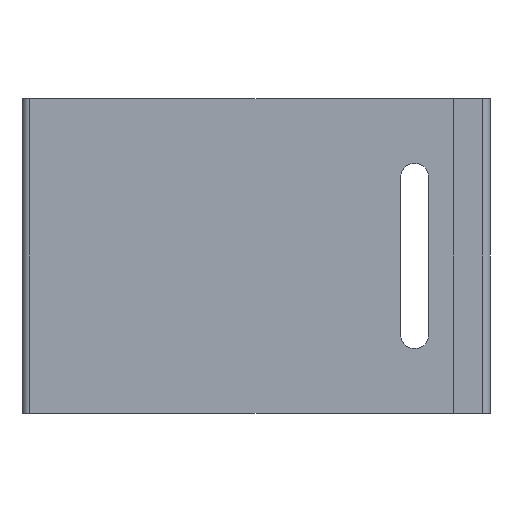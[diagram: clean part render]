
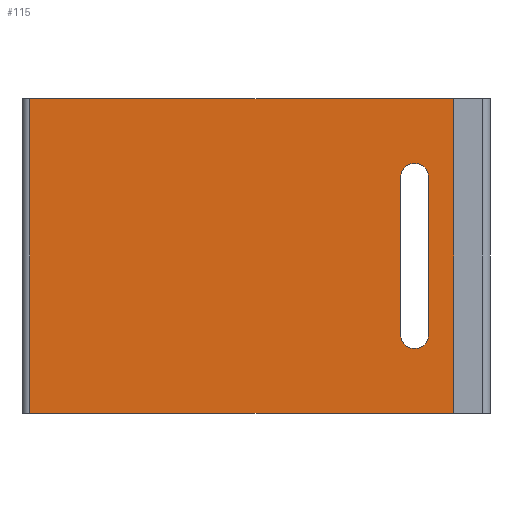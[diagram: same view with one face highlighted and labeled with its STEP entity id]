
A CAD part, front view. The second image highlights one B-rep face of the part: STEP entity #115.
In plain terms, the highlighted planar face has unit normal (0, -1, 0).
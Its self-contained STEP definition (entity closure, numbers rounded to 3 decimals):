
#94 = ORIENTED_EDGE ( 'NONE', *, *, #102, .T. ) ;
#95 = EDGE_LOOP ( 'NONE', ( #96, #97, #105, #101 ) ) ;
#96 = ORIENTED_EDGE ( 'NONE', *, *, #103, .T. ) ;
#97 = ORIENTED_EDGE ( 'NONE', *, *, #99, .F. ) ;
#98 = VERTEX_POINT ( 'NONE', #770 ) ;
#99 = EDGE_CURVE ( 'NONE', #98, #107, #760, .T. ) ;
#100 = EDGE_CURVE ( 'NONE', #123, #98, #655, .T. ) ;
#101 = ORIENTED_EDGE ( 'NONE', *, *, #122, .T. ) ;
#102 = EDGE_CURVE ( 'NONE', #112, #113, #663, .T. ) ;
#103 = EDGE_CURVE ( 'NONE', #130, #107, #650, .T. ) ;
#105 = ORIENTED_EDGE ( 'NONE', *, *, #100, .F. ) ;
#106 = ORIENTED_EDGE ( 'NONE', *, *, #111, .T. ) ;
#107 = VERTEX_POINT ( 'NONE', #759 ) ;
#108 = VERTEX_POINT ( 'NONE', #656 ) ;
#109 = ORIENTED_EDGE ( 'NONE', *, *, #110, .T. ) ;
#110 = EDGE_CURVE ( 'NONE', #119, #108, #753, .T. ) ;
#111 = EDGE_CURVE ( 'NONE', #108, #112, #641, .T. ) ;
#112 = VERTEX_POINT ( 'NONE', #651 ) ;
#113 = VERTEX_POINT ( 'NONE', #749 ) ;
#114 = EDGE_LOOP ( 'NONE', ( #116, #109, #106, #94 ) ) ;
#115 = ADVANCED_FACE ( 'NONE', ( #643, #748 ), #639, .F. ) ;
#116 = ORIENTED_EDGE ( 'NONE', *, *, #117, .T. ) ;
#117 = EDGE_CURVE ( 'NONE', #113, #119, #741, .T. ) ;
#119 = VERTEX_POINT ( 'NONE', #737 ) ;
#122 = EDGE_CURVE ( 'NONE', #123, #130, #743, .T. ) ;
#123 = VERTEX_POINT ( 'NONE', #727 ) ;
#130 = VERTEX_POINT ( 'NONE', #627 ) ;
#627 = CARTESIAN_POINT ( 'NONE',  ( -1127.463, 3281.901, 0. ) ) ;
#639 = PLANE ( 'NONE',  #744 ) ;
#640 = CARTESIAN_POINT ( 'NONE',  ( -1004.963, 3281.901, 25. ) ) ;
#641 = LINE ( 'NONE', #747, #746 ) ;
#642 = CARTESIAN_POINT ( 'NONE',  ( -1127.463, 3281.901, 100. ) ) ;
#643 = FACE_BOUND ( 'NONE', #114, .T. ) ;
#644 = DIRECTION ( 'NONE',  ( 1., 0., 0. ) ) ;
#645 = VECTOR ( 'NONE', #644, 1000. ) ;
#646 = DIRECTION ( 'NONE',  ( -1., 0., 0. ) ) ;
#647 = DIRECTION ( 'NONE',  ( 0., 1., 0. ) ) ;
#648 = CARTESIAN_POINT ( 'NONE',  ( -1004.963, 3281.901, 75. ) ) ;
#649 = CARTESIAN_POINT ( 'NONE',  ( -1127.463, 3281.901, 0. ) ) ;
#650 = LINE ( 'NONE', #649, #645 ) ;
#651 = CARTESIAN_POINT ( 'NONE',  ( -1009.463, 3281.901, 75. ) ) ;
#652 = DIRECTION ( 'NONE',  ( 1., 0., 0. ) ) ;
#653 = VECTOR ( 'NONE', #652, 1000. ) ;
#654 = CARTESIAN_POINT ( 'NONE',  ( -1127.463, 3281.901, 100. ) ) ;
#655 = LINE ( 'NONE', #654, #653 ) ;
#656 = CARTESIAN_POINT ( 'NONE',  ( -1009.463, 3281.901, 25. ) ) ;
#657 = DIRECTION ( 'NONE',  ( 0., 0., -1. ) ) ;
#658 = VECTOR ( 'NONE', #657, 1000. ) ;
#663 = CIRCLE ( 'NONE', #664, 4.5 ) ;
#664 = AXIS2_PLACEMENT_3D ( 'NONE', #648, #647, #646 ) ;
#724 = DIRECTION ( 'NONE',  ( 0., 0., -1. ) ) ;
#725 = VECTOR ( 'NONE', #724, 1000. ) ;
#726 = CARTESIAN_POINT ( 'NONE',  ( -1127.463, 3281.901, 100. ) ) ;
#727 = CARTESIAN_POINT ( 'NONE',  ( -1127.463, 3281.901, 100. ) ) ;
#735 = VECTOR ( 'NONE', #742, 1000. ) ;
#737 = CARTESIAN_POINT ( 'NONE',  ( -1000.463, 3281.901, 25. ) ) ;
#738 = DIRECTION ( 'NONE',  ( -1., 0., 0. ) ) ;
#739 = DIRECTION ( 'NONE',  ( 0., 1., 0. ) ) ;
#740 = CARTESIAN_POINT ( 'NONE',  ( -1000.463, 3281.901, 100. ) ) ;
#741 = LINE ( 'NONE', #740, #735 ) ;
#742 = DIRECTION ( 'NONE',  ( 0., 0., -1. ) ) ;
#743 = LINE ( 'NONE', #726, #725 ) ;
#744 = AXIS2_PLACEMENT_3D ( 'NONE', #642, #739, #738 ) ;
#745 = DIRECTION ( 'NONE',  ( 0., 0., 1. ) ) ;
#746 = VECTOR ( 'NONE', #745, 1000. ) ;
#747 = CARTESIAN_POINT ( 'NONE',  ( -1009.463, 3281.901, 100. ) ) ;
#748 = FACE_OUTER_BOUND ( 'NONE', #95, .T. ) ;
#749 = CARTESIAN_POINT ( 'NONE',  ( -1000.463, 3281.901, 75. ) ) ;
#750 = DIRECTION ( 'NONE',  ( -1., 0., 0. ) ) ;
#751 = DIRECTION ( 'NONE',  ( 0., 1., 0. ) ) ;
#752 = AXIS2_PLACEMENT_3D ( 'NONE', #640, #751, #750 ) ;
#753 = CIRCLE ( 'NONE', #752, 4.5 ) ;
#755 = CARTESIAN_POINT ( 'NONE',  ( -983.463, 3281.901, 100. ) ) ;
#759 = CARTESIAN_POINT ( 'NONE',  ( -983.463, 3281.901, 0. ) ) ;
#760 = LINE ( 'NONE', #755, #658 ) ;
#770 = CARTESIAN_POINT ( 'NONE',  ( -983.463, 3281.901, 100. ) ) ;
